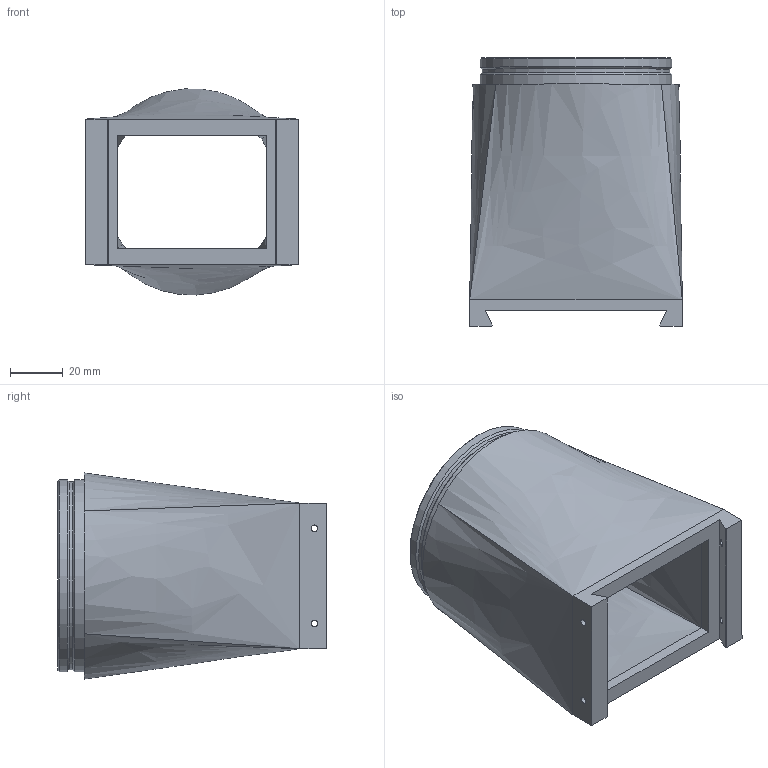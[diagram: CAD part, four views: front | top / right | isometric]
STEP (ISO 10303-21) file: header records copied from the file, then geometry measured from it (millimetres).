
FILE_DESCRIPTION(/* description */ (''),/* implementation_level */ '2;1');
FILE_NAME(/* name */ 'filmDigitizer_135_filmCarrier_mainTube',/* time_stamp */ '2023-12-07T09:07:41-05:00',/* author */ ('George Moua'),/* organization */ ('Archive 663'),/* preprocessor_version */ 'ST-DEVELOPER v16.7',/* originating_system */ 'Solid Edge',/* authorisation */ 'Unknown');
FILE_SCHEMA (('AUTOMOTIVE_DESIGN {1 0 10303 214 3 1 1}'));
Length unit declared in the file: millimetre
Products named in the file (2): filmDigitizer_135_filmCarrier; filmDigitizer_135_filmCarrier_mainTube
Assembly tree (1 placements, depth 2):
  filmDigitizer_135_filmCarrier
    filmDigitizer_135_filmCarrier_mainTube
Bounding box: 80.31 x 101.5 x 77.86 mm (x, y, z)
Volume: 158111.4 mm3; surface area: 48576.8 mm2
Topology: 1 solids, 1 shells, 37 faces, 92 edges, 58 vertices
Faces by surface type: plane 17, cylinder 8, bspline 8, cone 4
Full cylindrical faces by diameter (mm): 2.5 x4, 66 x1, 71 x1, 72.5 x2
Entity records: 1961 total; most frequent: CARTESIAN_POINT 1100, DIRECTION 160, ORIENTED_EDGE 150, EDGE_CURVE 75, EDGE_LOOP 60, FACE_BOUND 60, AXIS2_PLACEMENT_3D 55, VERTEX_POINT 53
